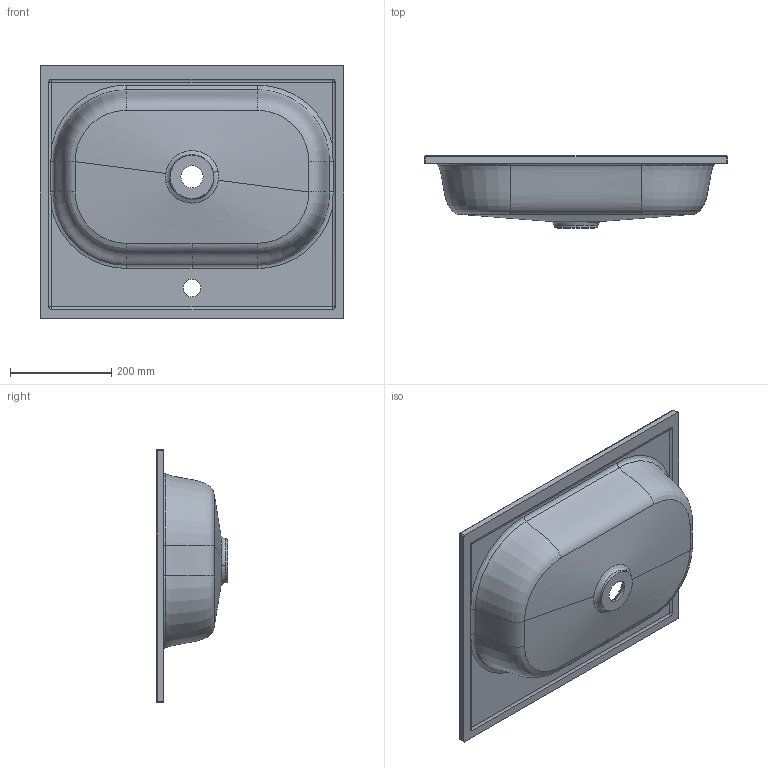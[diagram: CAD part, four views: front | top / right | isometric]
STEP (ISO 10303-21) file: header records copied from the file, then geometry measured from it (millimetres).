
FILE_DESCRIPTION (( 'STEP AP214' ), '1' );
FILE_NAME ('Lake 600.STEP', '2025-05-08T12:59:34', ( '' ), ( '' ), 'SwSTEP 2.0', 'SolidWorks 2020', '' );
FILE_SCHEMA (( 'AUTOMOTIVE_DESIGN' ));
Length unit declared in the file: millimetre
Products named in the file (1): Lake 600
Bounding box: 600 x 142 x 500 mm (x, y, z)
Volume: 4443237.1 mm3; surface area: 842274.7 mm2
Topology: 1 solids, 1 shells, 74 faces, 186 edges, 111 vertices
Faces by surface type: bspline 30, cylinder 19, plane 9, sphere 8, cone 6, torus 2
Entity records: 36578 total; most frequent: CARTESIAN_POINT 34999, ORIENTED_EDGE 364, DIRECTION 258, EDGE_CURVE 182, VERTEX_POINT 111, AXIS2_PLACEMENT_3D 100, EDGE_LOOP 79, FACE_OUTER_BOUND 74
